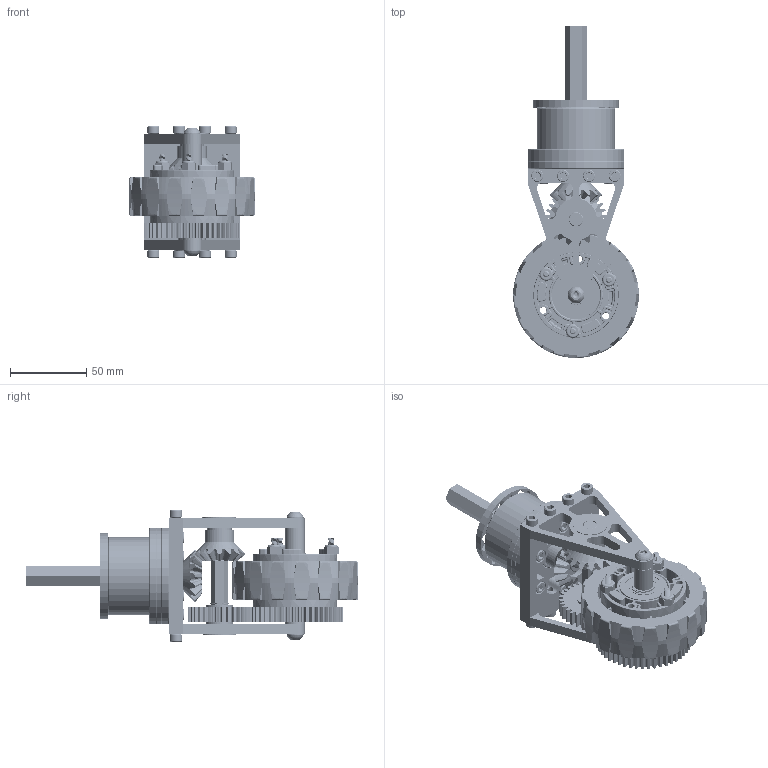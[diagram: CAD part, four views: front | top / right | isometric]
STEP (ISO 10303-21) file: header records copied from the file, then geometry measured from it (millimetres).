
FILE_DESCRIPTION(/* description */ (''),/* implementation_level */ '2;1');
FILE_NAME(/* name */ 'vexpro_revolution_2016_short_column.stp',/* time_stamp */ '2015-12-20T14:18:13-06:00',/* author */ ('ajlapp'),/* organization */ (''),/* preprocessor_version */ 'ST-DEVELOPER v15.2',/* originating_system */ 'Autodesk Inventor 2014',/* authorisation */ '');
FILE_SCHEMA (('AUTOMOTIVE_DESIGN { 1 0 10303 214 3 1 1 }'));
Length unit declared in the file: millimetre
Products named in the file (32): RP-003-A; 5906K526_thrust_bushing; 1.75id_bushing_short; RP-005-A; 217-3239-STEP; RP-004-A; RP-007; RP-002; 217-3344-001 Rev6; RP-006-A; .375od_snap_ring; 90128A218; 91263A522; vexpro_steering_asm_alternate; vexpro_side_plate; RP-008; 217-3202-000 Rev2_Bearing Bore; 217-2731_500_flanged_bearing; 90128A209; 90631A009; 217-3338-001 Rev1; RP-010; 97633A200; vexpro_wheel_asm; 217-2733; RP-009; 217-3210-001 Rev1; 91306A375; 90128A942; 97633A190; vexpro_drive_asm; vexpro_revolution_2016_short_column
Bounding box: 82.55 x 217.74 x 86.26 mm (x, y, z)
Volume: 317493.3 mm3; surface area: 212158.2 mm2
Topology: 60 solids, 60 shells, 3690 faces, 11063 edges, 7653 vertices
Faces by surface type: cylinder 1115, plane 841, torus 645, cone 579, bspline 474, sphere 36
Full cylindrical faces by diameter (mm): 1.041 x4, 1.194 x6, 2 x12, 2.642 x6, 3.302 x6, 3.452 x3, 3.551 x15, 3.962 x20, 4.166 x15, 4.3 x6, 4.305 x6, 4.42 x3, 4.496 x6, 4.953 x8, 4.978 x2, 5.099 x3, 5.334 x6, 5.387 x18, 6.35 x16, 6.604 x2, 6.858 x3, 7.925 x14, 8 x6, 8.712 x1, 9.119 x6, 9.449 x2, 9.525 x9, 9.526 x2, 11.1 x2, 11.887 x2
Entity records: 137843 total; most frequent: CARTESIAN_POINT 67382, DIRECTION 14543, ORIENTED_EDGE 14242, EDGE_CURVE 7121, AXIS2_PLACEMENT_3D 6406, VERTEX_POINT 4707, CIRCLE 3757, EDGE_LOOP 3544
